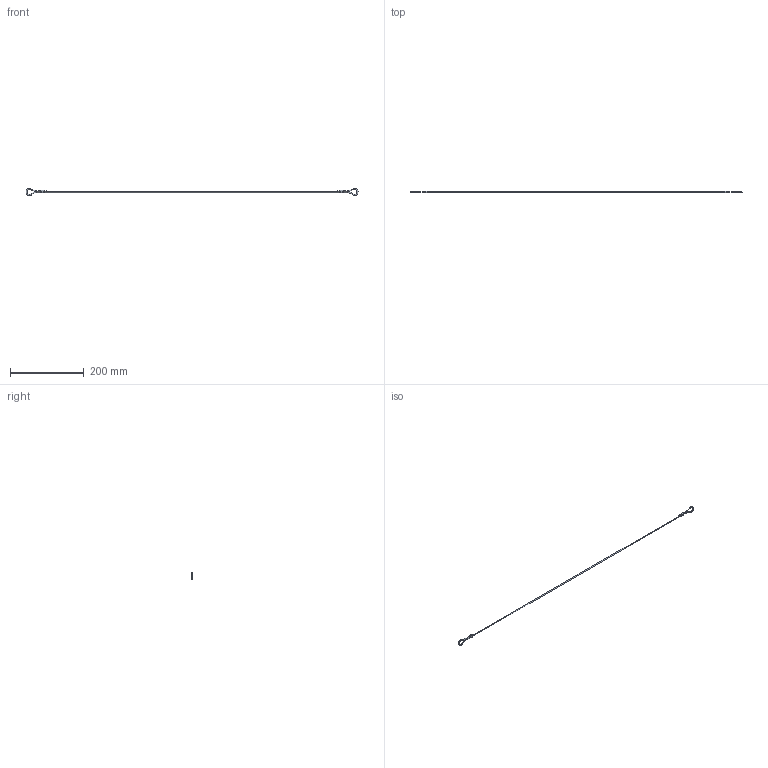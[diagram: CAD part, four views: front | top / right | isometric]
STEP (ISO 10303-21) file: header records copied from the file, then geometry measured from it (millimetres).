
FILE_DESCRIPTION(/* description */ (''),/* implementation_level */ '2;1');
FILE_NAME(/* name */ 'wire zumen.stp',/* time_stamp */ '2018-06-16T04:45:41+09:00',/* author */ ('KITformula'),/* organization */ (''),/* preprocessor_version */ 'ST-DEVELOPER v16.13',/* originating_system */ 'Autodesk Inventor 2018',/* authorisation */ '');
FILE_SCHEMA (('AUTOMOTIVE_DESIGN { 1 0 10303 214 3 1 1 }'));
Length unit declared in the file: millimetre
Products named in the file (1): wire zumen
Bounding box: 898.84 x 5 x 18.85 mm (x, y, z)
Volume: 5477.8 mm3; surface area: 8262.5 mm2
Topology: 1 solids, 1 shells, 35 faces, 83 edges, 54 vertices
Faces by surface type: cylinder 15, plane 14, torus 6
Full cylindrical faces by diameter (mm): 2.5 x7
Entity records: 965 total; most frequent: DIRECTION 172, CARTESIAN_POINT 152, ORIENTED_EDGE 132, AXIS2_PLACEMENT_3D 70, EDGE_CURVE 66, EDGE_LOOP 56, VERTEX_POINT 50, FACE_OUTER_BOUND 35
